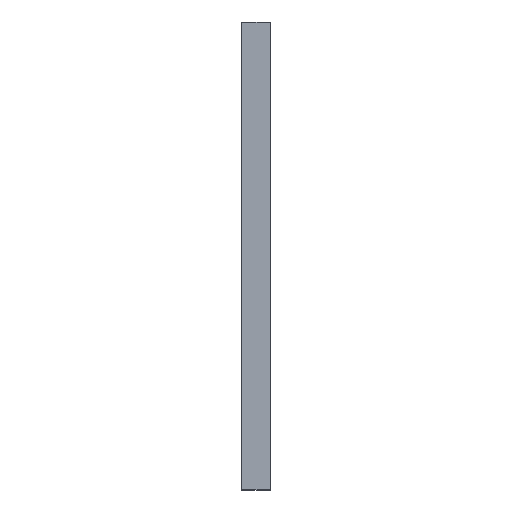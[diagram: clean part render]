
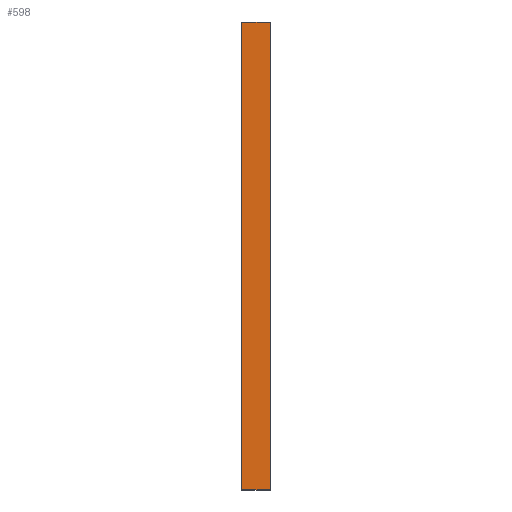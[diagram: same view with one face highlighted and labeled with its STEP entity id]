
A CAD part, left-side view. The second image highlights one B-rep face of the part: STEP entity #598.
In plain terms, the highlighted planar face has unit normal (-1, 0, 0).
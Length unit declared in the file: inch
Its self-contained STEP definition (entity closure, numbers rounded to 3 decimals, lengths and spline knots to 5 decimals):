
#93 = ORIENTED_EDGE ( 'NONE', *, *, #3598, .T. ) ;
#173 = VECTOR ( 'NONE', #683, 39.37008 ) ;
#598 = ADVANCED_FACE ( 'NONE', ( #3120 ), #1071, .F. ) ;
#605 = DIRECTION ( 'NONE',  ( 0., 0., -1. ) ) ;
#683 = DIRECTION ( 'NONE',  ( 0., -1., 0. ) ) ;
#710 = CARTESIAN_POINT ( 'NONE',  ( -2.625, 0.09, 0.75 ) ) ;
#740 = VECTOR ( 'NONE', #4194, 39.37008 ) ;
#773 = DIRECTION ( 'NONE',  ( 0., 0., 1. ) ) ;
#906 = EDGE_CURVE ( 'NONE', #5580, #988, #4040, .T. ) ;
#988 = VERTEX_POINT ( 'NONE', #2465 ) ;
#1071 = PLANE ( 'NONE',  #2549 ) ;
#1246 = VECTOR ( 'NONE', #5884, 39.37008 ) ;
#1493 = CARTESIAN_POINT ( 'NONE',  ( -2.625, 0.09, -0.75 ) ) ;
#1519 = CARTESIAN_POINT ( 'NONE',  ( -2.625, 0.09, 0.75 ) ) ;
#1596 = VECTOR ( 'NONE', #773, 39.37008 ) ;
#1626 = CARTESIAN_POINT ( 'NONE',  ( -2.625, 0., 0.75 ) ) ;
#1737 = CARTESIAN_POINT ( 'NONE',  ( -2.625, 0.09, -0.75 ) ) ;
#1777 = EDGE_LOOP ( 'NONE', ( #93, #6128, #4454, #4581 ) ) ;
#2465 = CARTESIAN_POINT ( 'NONE',  ( -2.625, 0., -0.75 ) ) ;
#2492 = EDGE_CURVE ( 'NONE', #5246, #5728, #3999, .T. ) ;
#2505 = LINE ( 'NONE', #3981, #1246 ) ;
#2549 = AXIS2_PLACEMENT_3D ( 'NONE', #1493, #5819, #605 ) ;
#2847 = LINE ( 'NONE', #1737, #1596 ) ;
#2929 = EDGE_CURVE ( 'NONE', #5580, #5246, #2847, .T. ) ;
#3120 = FACE_OUTER_BOUND ( 'NONE', #1777, .T. ) ;
#3598 = EDGE_CURVE ( 'NONE', #988, #5728, #2505, .T. ) ;
#3981 = CARTESIAN_POINT ( 'NONE',  ( -2.625, 0., -0.75 ) ) ;
#3999 = LINE ( 'NONE', #710, #173 ) ;
#4040 = LINE ( 'NONE', #4107, #740 ) ;
#4107 = CARTESIAN_POINT ( 'NONE',  ( -2.625, 0.09, -0.75 ) ) ;
#4194 = DIRECTION ( 'NONE',  ( 0., -1., 0. ) ) ;
#4454 = ORIENTED_EDGE ( 'NONE', *, *, #2929, .F. ) ;
#4581 = ORIENTED_EDGE ( 'NONE', *, *, #906, .T. ) ;
#5246 = VERTEX_POINT ( 'NONE', #1519 ) ;
#5336 = CARTESIAN_POINT ( 'NONE',  ( -2.625, 0.09, -0.75 ) ) ;
#5580 = VERTEX_POINT ( 'NONE', #5336 ) ;
#5728 = VERTEX_POINT ( 'NONE', #1626 ) ;
#5819 = DIRECTION ( 'NONE',  ( 1., 0., 0. ) ) ;
#5884 = DIRECTION ( 'NONE',  ( 0., 0., 1. ) ) ;
#6128 = ORIENTED_EDGE ( 'NONE', *, *, #2492, .F. ) ;
